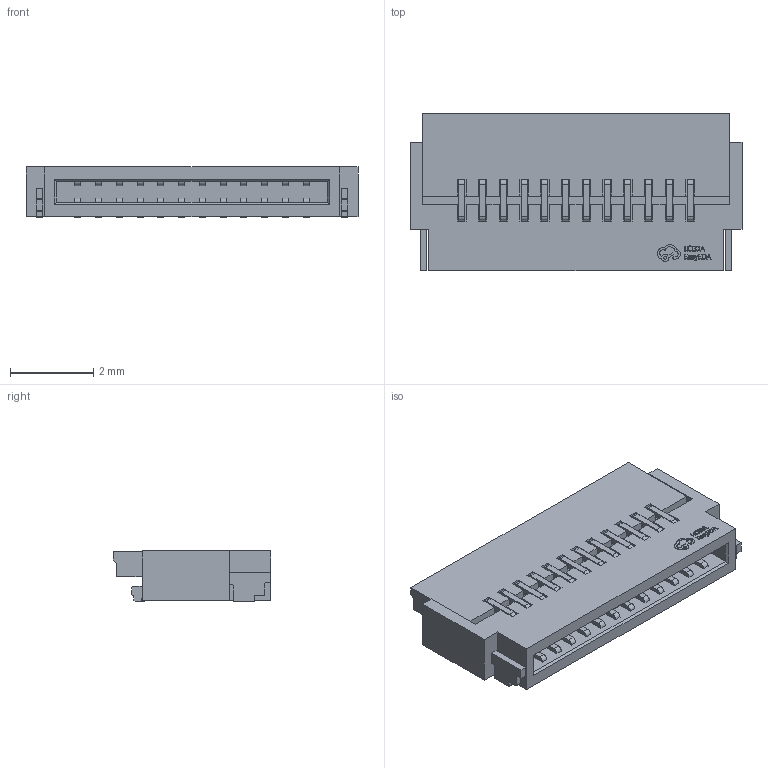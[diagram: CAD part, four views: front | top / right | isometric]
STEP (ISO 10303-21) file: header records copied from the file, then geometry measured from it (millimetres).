
FILE_DESCRIPTION (( 'STEP AP214' ), '1' );
FILE_NAME ('FFC-SMD_12P-P0.50_FH34SRJ-12S-0.5SH.step', '2022-06-24T01:50:26', ( '' ), ( '' ), 'SwSTEP 2.0', 'SolidWorks 2020', '' );
FILE_SCHEMA (( 'AUTOMOTIVE_DESIGN' ));
Length unit declared in the file: millimetre
Products named in the file (1): FFC-SMD_12P-P0.50_FH34SRJ-12S-0.5SH
Bounding box: 8 x 3.8 x 1.23 mm (x, y, z)
Volume: 24.3 mm3; surface area: 155.9 mm2
Topology: 1 solids, 1 shells, 726 faces, 2147 edges, 1438 vertices
Faces by surface type: plane 534, bspline 98, cylinder 94
Entity records: 31922 total; most frequent: CARTESIAN_POINT 5814, ORIENTED_EDGE 4294, DIRECTION 3379, EDGE_CURVE 2147, VECTOR 1745, LINE 1745, VERTEX_POINT 1438, AXIS2_PLACEMENT_3D 817
